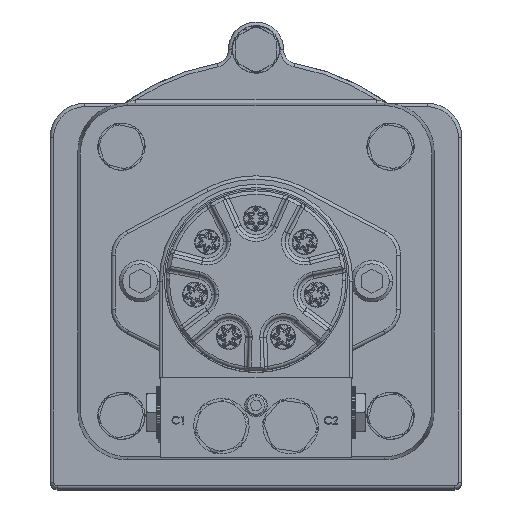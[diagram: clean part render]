
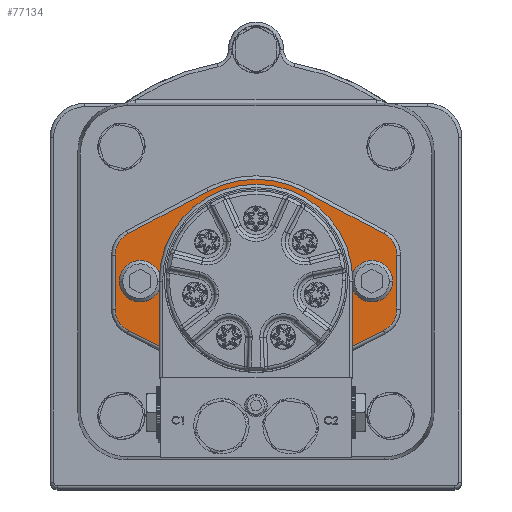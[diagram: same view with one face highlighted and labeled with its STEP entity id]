
A CAD part, top view. The second image highlights one B-rep face of the part: STEP entity #77134.
In plain terms, the highlighted planar face has unit normal (0, 0, 1).
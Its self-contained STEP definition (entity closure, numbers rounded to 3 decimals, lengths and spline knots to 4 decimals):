
#73523=DIRECTION('',(0.,-1.,0.));
#73524=VECTOR('',#73523,0.9724);
#73525=CARTESIAN_POINT('',(2.5463,0.47,2.679));
#73526=LINE('',#73525,#73524);
#73531=CARTESIAN_POINT('',(2.1088,-0.5024,2.679));
#73532=DIRECTION('',(0.,0.,1.));
#73533=DIRECTION('',(0.454,-0.891,0.));
#73534=AXIS2_PLACEMENT_3D('',#73531,#73532,#73533);
#73536=DIRECTION('',(0.891,0.454,0.));
#73537=VECTOR('',#73536,1.6508);
#73538=CARTESIAN_POINT('',(0.8365,-1.6417,2.679));
#73539=LINE('',#73538,#73537);
#73540=CARTESIAN_POINT('',(0.,0.,2.679));
#73541=DIRECTION('',(0.,0.,1.));
#73542=DIRECTION('',(-0.454,-0.891,0.));
#73543=AXIS2_PLACEMENT_3D('',#73540,#73541,#73542);
#73545=DIRECTION('',(0.891,-0.454,0.));
#73546=VECTOR('',#73545,1.6508);
#73547=CARTESIAN_POINT('',(-2.3074,-0.8922,2.679));
#73548=LINE('',#73547,#73546);
#73549=CARTESIAN_POINT('',(-2.1088,-0.5024,2.679));
#73550=DIRECTION('',(0.,0.,1.));
#73551=DIRECTION('',(-1.,0.,0.));
#73552=AXIS2_PLACEMENT_3D('',#73549,#73550,#73551);
#73554=CARTESIAN_POINT('',(-2.1088,0.47,2.679));
#73555=DIRECTION('',(0.,0.,1.));
#73556=DIRECTION('',(-0.469,0.883,0.));
#73557=AXIS2_PLACEMENT_3D('',#73554,#73555,#73556);
#73559=DIRECTION('',(-0.883,-0.469,0.));
#73560=VECTOR('',#73559,1.6413);
#73561=CARTESIAN_POINT('',(-0.865,1.6268,2.679));
#73562=LINE('',#73561,#73560);
#73563=CARTESIAN_POINT('',(0.,0.,2.679));
#73564=DIRECTION('',(0.,0.,1.));
#73565=DIRECTION('',(0.469,0.883,0.));
#73566=AXIS2_PLACEMENT_3D('',#73563,#73564,#73565);
#73568=DIRECTION('',(-0.883,0.469,0.));
#73569=VECTOR('',#73568,1.6413);
#73570=CARTESIAN_POINT('',(2.3141,0.8563,2.679));
#73571=LINE('',#73570,#73569);
#73572=CARTESIAN_POINT('',(2.1088,0.47,2.679));
#73573=DIRECTION('',(0.,0.,1.));
#73574=DIRECTION('',(1.,0.,0.));
#73575=AXIS2_PLACEMENT_3D('',#73572,#73573,#73574);
#73577=CARTESIAN_POINT('',(2.4238,0.,2.679));
#73578=CARTESIAN_POINT('',(2.4234,0.0362,2.679));
#73579=CARTESIAN_POINT('',(2.4127,0.1045,2.679));
#73580=CARTESIAN_POINT('',(2.3634,0.1998,2.679));
#73581=CARTESIAN_POINT('',(2.2889,0.2727,2.679));
#73582=CARTESIAN_POINT('',(2.196,0.3194,2.679));
#73583=CARTESIAN_POINT('',(2.0925,0.3355,2.679));
#73584=CARTESIAN_POINT('',(1.9888,0.3186,2.679));
#73585=CARTESIAN_POINT('',(1.8965,0.2711,2.679));
#73586=CARTESIAN_POINT('',(1.8233,0.1984,2.679));
#73587=CARTESIAN_POINT('',(1.7748,0.1042,2.679));
#73588=CARTESIAN_POINT('',(1.7641,0.0361,2.679));
#73589=CARTESIAN_POINT('',(1.7638,0.,2.679));
#73591=CARTESIAN_POINT('',(1.7638,0.,2.679));
#73592=CARTESIAN_POINT('',(1.7641,-0.0362,2.679));
#73593=CARTESIAN_POINT('',(1.7748,-0.1045,2.679));
#73594=CARTESIAN_POINT('',(1.8241,-0.1998,2.679));
#73595=CARTESIAN_POINT('',(1.8986,-0.2727,2.679));
#73596=CARTESIAN_POINT('',(1.9915,-0.3194,2.679));
#73597=CARTESIAN_POINT('',(2.095,-0.3355,2.679));
#73598=CARTESIAN_POINT('',(2.1987,-0.3186,2.679));
#73599=CARTESIAN_POINT('',(2.291,-0.2711,2.679));
#73600=CARTESIAN_POINT('',(2.3642,-0.1984,2.679));
#73601=CARTESIAN_POINT('',(2.4127,-0.1042,2.679));
#73602=CARTESIAN_POINT('',(2.4234,-0.0361,2.679));
#73603=CARTESIAN_POINT('',(2.4238,0.,2.679));
#73605=CARTESIAN_POINT('',(-1.7638,0.,2.679));
#73606=CARTESIAN_POINT('',(-1.7641,0.0362,2.679));
#73607=CARTESIAN_POINT('',(-1.7748,0.1045,2.679));
#73608=CARTESIAN_POINT('',(-1.8241,0.1998,2.679));
#73609=CARTESIAN_POINT('',(-1.8986,0.2727,2.679));
#73610=CARTESIAN_POINT('',(-1.9915,0.3194,2.679));
#73611=CARTESIAN_POINT('',(-2.095,0.3355,2.679));
#73612=CARTESIAN_POINT('',(-2.1987,0.3186,2.679));
#73613=CARTESIAN_POINT('',(-2.291,0.2711,2.679));
#73614=CARTESIAN_POINT('',(-2.3642,0.1984,2.679));
#73615=CARTESIAN_POINT('',(-2.4127,0.1042,2.679));
#73616=CARTESIAN_POINT('',(-2.4234,0.0361,2.679));
#73617=CARTESIAN_POINT('',(-2.4238,0.,2.679));
#73619=CARTESIAN_POINT('',(-2.4238,0.,2.679));
#73620=CARTESIAN_POINT('',(-2.4234,-0.0362,2.679));
#73621=CARTESIAN_POINT('',(-2.4127,-0.1045,2.679));
#73622=CARTESIAN_POINT('',(-2.3634,-0.1998,2.679));
#73623=CARTESIAN_POINT('',(-2.2889,-0.2727,2.679));
#73624=CARTESIAN_POINT('',(-2.196,-0.3194,2.679));
#73625=CARTESIAN_POINT('',(-2.0925,-0.3355,2.679));
#73626=CARTESIAN_POINT('',(-1.9888,-0.3186,2.679));
#73627=CARTESIAN_POINT('',(-1.8965,-0.2711,2.679));
#73628=CARTESIAN_POINT('',(-1.8233,-0.1984,2.679));
#73629=CARTESIAN_POINT('',(-1.7748,-0.1042,2.679));
#73630=CARTESIAN_POINT('',(-1.7641,-0.0361,2.679));
#73631=CARTESIAN_POINT('',(-1.7638,0.,2.679));
#73633=CARTESIAN_POINT('',(0.,0.,2.679));
#73634=DIRECTION('',(0.,0.,-1.));
#73635=DIRECTION('',(-1.,0.,0.));
#73636=AXIS2_PLACEMENT_3D('',#73633,#73634,#73635);
#73638=CARTESIAN_POINT('',(0.,0.,2.679));
#73639=DIRECTION('',(0.,0.,-1.));
#73640=DIRECTION('',(1.,0.,0.));
#73641=AXIS2_PLACEMENT_3D('',#73638,#73639,#73640);
#73790=DIRECTION('',(0.,1.,0.));
#73791=VECTOR('',#73790,0.9724);
#73792=CARTESIAN_POINT('',(-2.5463,-0.5024,2.679));
#73793=LINE('',#73792,#73791);
#76494=VERTEX_POINT('',#73589);
#76495=VERTEX_POINT('',#73577);
#76496=VERTEX_POINT('',#73617);
#76497=VERTEX_POINT('',#73605);
#76566=CARTESIAN_POINT('',(2.5463,0.47,2.679));
#76567=VERTEX_POINT('',#76566);
#76568=CARTESIAN_POINT('',(2.5463,-0.5024,2.679));
#76569=VERTEX_POINT('',#76568);
#76590=CARTESIAN_POINT('',(2.3141,0.8563,2.679));
#76591=VERTEX_POINT('',#76590);
#76592=CARTESIAN_POINT('',(2.3074,-0.8922,2.679));
#76593=VERTEX_POINT('',#76592);
#76619=CARTESIAN_POINT('',(0.865,1.6268,2.679));
#76620=VERTEX_POINT('',#76619);
#76621=CARTESIAN_POINT('',(0.8365,-1.6417,2.679));
#76622=VERTEX_POINT('',#76621);
#76643=CARTESIAN_POINT('',(-0.865,1.6268,2.679));
#76644=VERTEX_POINT('',#76643);
#76645=CARTESIAN_POINT('',(-0.8365,-1.6417,2.679));
#76646=VERTEX_POINT('',#76645);
#76686=CARTESIAN_POINT('',(-2.3141,0.8563,2.679));
#76687=VERTEX_POINT('',#76686);
#76688=CARTESIAN_POINT('',(-2.3074,-0.8922,2.679));
#76689=VERTEX_POINT('',#76688);
#76753=CARTESIAN_POINT('',(-2.5463,0.47,2.679));
#76754=VERTEX_POINT('',#76753);
#76755=CARTESIAN_POINT('',(-2.5463,-0.5024,2.679));
#76756=VERTEX_POINT('',#76755);
#76757=CARTESIAN_POINT('',(-1.6875,0.,2.679));
#76758=CARTESIAN_POINT('',(1.6875,0.,2.679));
#76759=VERTEX_POINT('',#76757);
#76760=VERTEX_POINT('',#76758);
#77086=CARTESIAN_POINT('',(0.,0.,2.679));
#77087=DIRECTION('',(0.,0.,1.));
#77088=DIRECTION('',(1.,0.,0.));
#77089=AXIS2_PLACEMENT_3D('',#77086,#77087,#77088);
#77090=PLANE('',#77089);
#77092=ORIENTED_EDGE('',*,*,#77091,.F.);
#77094=ORIENTED_EDGE('',*,*,#77093,.F.);
#77096=ORIENTED_EDGE('',*,*,#77095,.F.);
#77098=ORIENTED_EDGE('',*,*,#77097,.F.);
#77100=ORIENTED_EDGE('',*,*,#77099,.F.);
#77102=ORIENTED_EDGE('',*,*,#77101,.T.);
#77104=ORIENTED_EDGE('',*,*,#77103,.F.);
#77106=ORIENTED_EDGE('',*,*,#77105,.F.);
#77108=ORIENTED_EDGE('',*,*,#77107,.F.);
#77110=ORIENTED_EDGE('',*,*,#77109,.F.);
#77112=ORIENTED_EDGE('',*,*,#77111,.F.);
#77113=ORIENTED_EDGE('',*,*,#77069,.T.);
#77114=EDGE_LOOP('',(#77092,#77094,#77096,#77098,#77100,#77102,#77104,#77106,
#77108,#77110,#77112,#77113));
#77115=FACE_OUTER_BOUND('',#77114,.F.);
#77117=ORIENTED_EDGE('',*,*,#77116,.T.);
#77119=ORIENTED_EDGE('',*,*,#77118,.T.);
#77120=EDGE_LOOP('',(#77117,#77119));
#77121=FACE_BOUND('',#77120,.F.);
#77123=ORIENTED_EDGE('',*,*,#77122,.T.);
#77125=ORIENTED_EDGE('',*,*,#77124,.T.);
#77126=EDGE_LOOP('',(#77123,#77125));
#77127=FACE_BOUND('',#77126,.F.);
#77129=ORIENTED_EDGE('',*,*,#77128,.F.);
#77131=ORIENTED_EDGE('',*,*,#77130,.F.);
#77132=EDGE_LOOP('',(#77129,#77131));
#77133=FACE_BOUND('',#77132,.F.);
#73535=CIRCLE('',#73534,0.4375);
#73544=CIRCLE('',#73543,1.8425);
#73553=CIRCLE('',#73552,0.4375);
#73558=CIRCLE('',#73557,0.4375);
#73567=CIRCLE('',#73566,1.8425);
#73576=CIRCLE('',#73575,0.4375);
#73590=B_SPLINE_CURVE_WITH_KNOTS('',3,(#73577,#73578,#73579,#73580,#73581,
#73582,#73583,#73584,#73585,#73586,#73587,#73588,#73589),.UNSPECIFIED.,.F.,.F.,(
4,1,1,1,1,1,1,1,1,1,4),(0.,0.1,0.2,0.3,0.4,0.5,0.6,0.7,0.8,
0.9,1.),.UNSPECIFIED.);
#73604=B_SPLINE_CURVE_WITH_KNOTS('',3,(#73591,#73592,#73593,#73594,#73595,
#73596,#73597,#73598,#73599,#73600,#73601,#73602,#73603),.UNSPECIFIED.,.F.,.F.,(
4,1,1,1,1,1,1,1,1,1,4),(0.,0.1,0.2,0.3,0.4,0.5,0.6,0.7,0.8,
0.9,1.),.UNSPECIFIED.);
#73618=B_SPLINE_CURVE_WITH_KNOTS('',3,(#73605,#73606,#73607,#73608,#73609,
#73610,#73611,#73612,#73613,#73614,#73615,#73616,#73617),.UNSPECIFIED.,.F.,.F.,(
4,1,1,1,1,1,1,1,1,1,4),(0.,0.1,0.2,0.3,0.4,0.5,0.6,0.7,0.8,
0.9,1.),.UNSPECIFIED.);
#73632=B_SPLINE_CURVE_WITH_KNOTS('',3,(#73619,#73620,#73621,#73622,#73623,
#73624,#73625,#73626,#73627,#73628,#73629,#73630,#73631),.UNSPECIFIED.,.F.,.F.,(
4,1,1,1,1,1,1,1,1,1,4),(0.,0.1,0.2,0.3,0.4,0.5,0.6,0.7,0.8,
0.9,1.),.UNSPECIFIED.);
#73637=CIRCLE('',#73636,1.6875);
#73642=CIRCLE('',#73641,1.6875);
#77069=EDGE_CURVE('',#76567,#76569,#73526,.T.);
#77091=EDGE_CURVE('',#76593,#76569,#73535,.T.);
#77093=EDGE_CURVE('',#76622,#76593,#73539,.T.);
#77095=EDGE_CURVE('',#76646,#76622,#73544,.T.);
#77097=EDGE_CURVE('',#76689,#76646,#73548,.T.);
#77099=EDGE_CURVE('',#76756,#76689,#73553,.T.);
#77101=EDGE_CURVE('',#76756,#76754,#73793,.T.);
#77103=EDGE_CURVE('',#76687,#76754,#73558,.T.);
#77105=EDGE_CURVE('',#76644,#76687,#73562,.T.);
#77107=EDGE_CURVE('',#76620,#76644,#73567,.T.);
#77109=EDGE_CURVE('',#76591,#76620,#73571,.T.);
#77111=EDGE_CURVE('',#76567,#76591,#73576,.T.);
#77116=EDGE_CURVE('',#76495,#76494,#73590,.T.);
#77118=EDGE_CURVE('',#76494,#76495,#73604,.T.);
#77122=EDGE_CURVE('',#76497,#76496,#73618,.T.);
#77124=EDGE_CURVE('',#76496,#76497,#73632,.T.);
#77128=EDGE_CURVE('',#76759,#76760,#73637,.T.);
#77130=EDGE_CURVE('',#76760,#76759,#73642,.T.);
#77134=ADVANCED_FACE('',(#77115,#77121,#77127,#77133),#77090,.T.);
